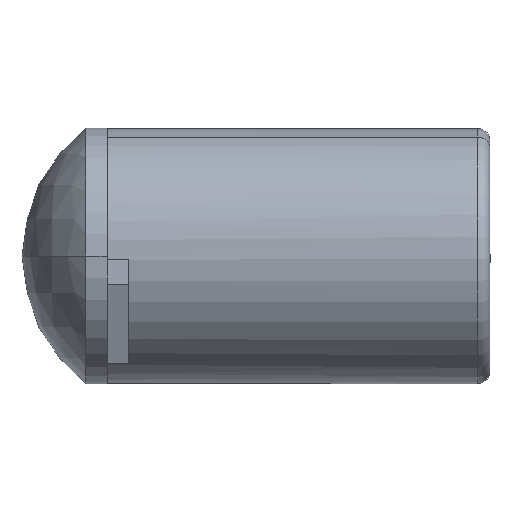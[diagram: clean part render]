
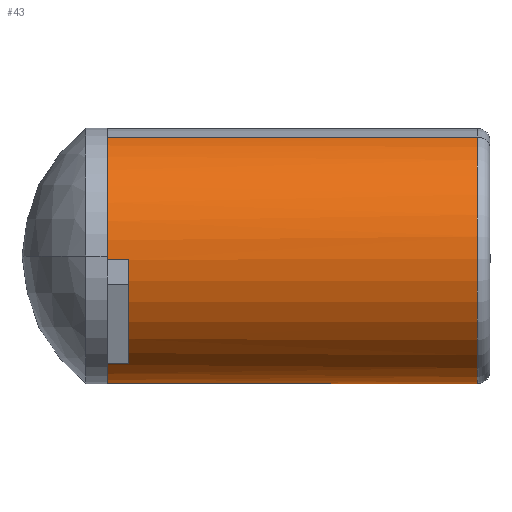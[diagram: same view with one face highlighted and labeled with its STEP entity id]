
A CAD part, left-side view. The second image highlights one B-rep face of the part: STEP entity #43.
In plain terms, the highlighted cylindrical face has radius 0.762 mm (diameter 1.524 mm), a partial arc.
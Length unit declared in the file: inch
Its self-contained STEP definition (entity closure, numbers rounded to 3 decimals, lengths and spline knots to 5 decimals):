
#15 = CARTESIAN_POINT ( 'NONE',  ( 0., 0.005, -0.03 ) ) ;
#30 = VERTEX_POINT ( 'NONE', #227 ) ;
#34 = EDGE_CURVE ( 'NONE', #945, #30, #720, .T. ) ;
#40 = CARTESIAN_POINT ( 'NONE',  ( -0.02828, 0.005, -0.01 ) ) ;
#43 = ADVANCED_FACE ( 'NONE', ( #196 ), #377, .T. ) ;
#55 = LINE ( 'NONE', #268, #312 ) ;
#67 = DIRECTION ( 'NONE',  ( 0., 1., 0. ) ) ;
#85 = EDGE_CURVE ( 'NONE', #280, #453, #586, .T. ) ;
#104 = CARTESIAN_POINT ( 'NONE',  ( -0.02828, 0.005, 0.01 ) ) ;
#110 = DIRECTION ( 'NONE',  ( 0., 1., 0. ) ) ;
#184 = EDGE_CURVE ( 'NONE', #783, #280, #477, .T. ) ;
#185 = ORIENTED_EDGE ( 'NONE', *, *, #634, .T. ) ;
#194 = VECTOR ( 'NONE', #314, 39.37008 ) ;
#196 = FACE_OUTER_BOUND ( 'NONE', #307, .T. ) ;
#220 = EDGE_CURVE ( 'NONE', #879, #901, #264, .T. ) ;
#227 = CARTESIAN_POINT ( 'NONE',  ( 0., 0.005, 0.03 ) ) ;
#228 = DIRECTION ( 'NONE',  ( 0., 0., 1. ) ) ;
#230 = AXIS2_PLACEMENT_3D ( 'NONE', #488, #110, #655 ) ;
#236 = DIRECTION ( 'NONE',  ( 0., 1., 0. ) ) ;
#241 = CIRCLE ( 'NONE', #553, 0.03 ) ;
#244 = ORIENTED_EDGE ( 'NONE', *, *, #85, .F. ) ;
#264 = LINE ( 'NONE', #15, #194 ) ;
#268 = CARTESIAN_POINT ( 'NONE',  ( 0., 0.005, 0.03 ) ) ;
#280 = VERTEX_POINT ( 'NONE', #324 ) ;
#297 = DIRECTION ( 'NONE',  ( 0., 1., 0. ) ) ;
#307 = EDGE_LOOP ( 'NONE', ( #366, #641, #960, #244, #685, #564, #829, #185 ) ) ;
#312 = VECTOR ( 'NONE', #446, 39.37008 ) ;
#314 = DIRECTION ( 'NONE',  ( 0., -1., 0. ) ) ;
#324 = CARTESIAN_POINT ( 'NONE',  ( -0.02828, 0., -0.01 ) ) ;
#334 = CARTESIAN_POINT ( 'NONE',  ( -0.02828, 0., 0.01 ) ) ;
#366 = ORIENTED_EDGE ( 'NONE', *, *, #821, .F. ) ;
#377 = CYLINDRICAL_SURFACE ( 'NONE', #801, 0.03 ) ;
#381 = CARTESIAN_POINT ( 'NONE',  ( 0., 0., 0. ) ) ;
#399 = EDGE_CURVE ( 'NONE', #945, #453, #759, .T. ) ;
#404 = AXIS2_PLACEMENT_3D ( 'NONE', #624, #67, #778 ) ;
#442 = CARTESIAN_POINT ( 'NONE',  ( -0.02828, 0.005, 0.01 ) ) ;
#446 = DIRECTION ( 'NONE',  ( 0., -1., 0. ) ) ;
#453 = VERTEX_POINT ( 'NONE', #334 ) ;
#469 = VERTEX_POINT ( 'NONE', #492 ) ;
#477 = LINE ( 'NONE', #840, #684 ) ;
#488 = CARTESIAN_POINT ( 'NONE',  ( 0., -0.082, 0. ) ) ;
#492 = CARTESIAN_POINT ( 'NONE',  ( 0., -0.082, 0.03 ) ) ;
#537 = DIRECTION ( 'NONE',  ( 0., 0., -1. ) ) ;
#553 = AXIS2_PLACEMENT_3D ( 'NONE', #601, #297, #832 ) ;
#564 = ORIENTED_EDGE ( 'NONE', *, *, #950, .F. ) ;
#586 = CIRCLE ( 'NONE', #966, 0.03 ) ;
#601 = CARTESIAN_POINT ( 'NONE',  ( 0., 0.005, 0. ) ) ;
#606 = CIRCLE ( 'NONE', #230, 0.03 ) ;
#624 = CARTESIAN_POINT ( 'NONE',  ( 0., 0.005, 0. ) ) ;
#634 = EDGE_CURVE ( 'NONE', #901, #469, #606, .T. ) ;
#641 = ORIENTED_EDGE ( 'NONE', *, *, #34, .F. ) ;
#655 = DIRECTION ( 'NONE',  ( 0., 0., 1. ) ) ;
#679 = CARTESIAN_POINT ( 'NONE',  ( 0., 0.005, -0.03 ) ) ;
#684 = VECTOR ( 'NONE', #989, 39.37008 ) ;
#685 = ORIENTED_EDGE ( 'NONE', *, *, #184, .F. ) ;
#720 = CIRCLE ( 'NONE', #404, 0.03 ) ;
#759 = LINE ( 'NONE', #104, #985 ) ;
#778 = DIRECTION ( 'NONE',  ( 0., 0., 1. ) ) ;
#783 = VERTEX_POINT ( 'NONE', #40 ) ;
#801 = AXIS2_PLACEMENT_3D ( 'NONE', #909, #919, #537 ) ;
#806 = DIRECTION ( 'NONE',  ( 0., -1., 0. ) ) ;
#821 = EDGE_CURVE ( 'NONE', #30, #469, #55, .T. ) ;
#829 = ORIENTED_EDGE ( 'NONE', *, *, #220, .T. ) ;
#832 = DIRECTION ( 'NONE',  ( 0., 0., 1. ) ) ;
#840 = CARTESIAN_POINT ( 'NONE',  ( -0.02828, 0.005, -0.01 ) ) ;
#879 = VERTEX_POINT ( 'NONE', #679 ) ;
#901 = VERTEX_POINT ( 'NONE', #981 ) ;
#909 = CARTESIAN_POINT ( 'NONE',  ( 0., 0.005, 0. ) ) ;
#919 = DIRECTION ( 'NONE',  ( 0., -1., 0. ) ) ;
#945 = VERTEX_POINT ( 'NONE', #442 ) ;
#950 = EDGE_CURVE ( 'NONE', #879, #783, #241, .T. ) ;
#960 = ORIENTED_EDGE ( 'NONE', *, *, #399, .T. ) ;
#966 = AXIS2_PLACEMENT_3D ( 'NONE', #381, #236, #228 ) ;
#981 = CARTESIAN_POINT ( 'NONE',  ( 0., -0.082, -0.03 ) ) ;
#985 = VECTOR ( 'NONE', #806, 39.37008 ) ;
#989 = DIRECTION ( 'NONE',  ( 0., -1., 0. ) ) ;
